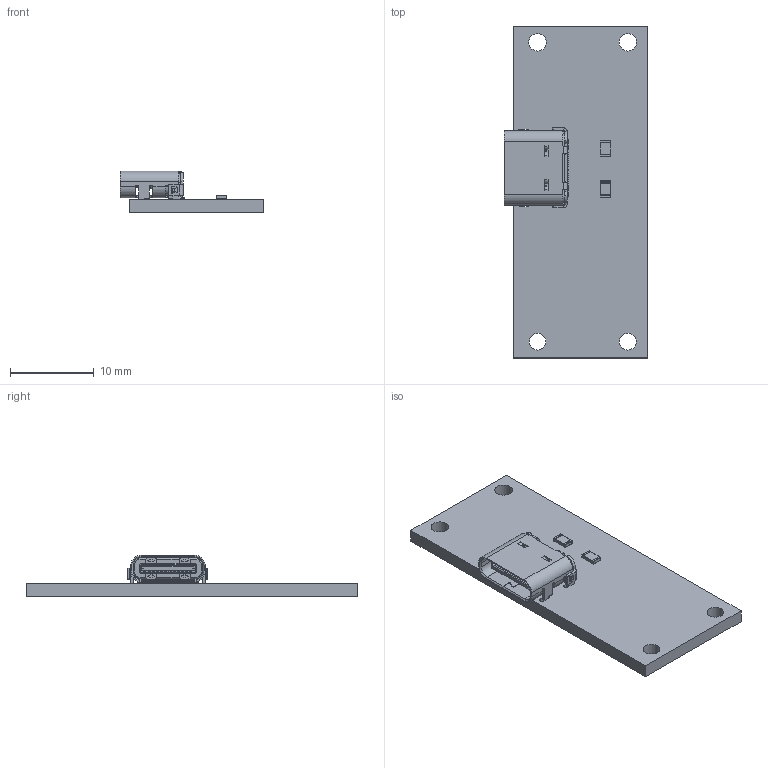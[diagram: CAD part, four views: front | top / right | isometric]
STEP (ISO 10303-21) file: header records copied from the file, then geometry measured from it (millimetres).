
FILE_DESCRIPTION(('KiCad electronic assembly'),'2;1');
FILE_NAME('YMDK_USB_C.step','2021-05-17T16:45:21',('An Author'),( 'A Company'),'Open CASCADE STEP processor 6.9', 'KiCad to STEP converter','Unknown');
FILE_SCHEMA(('AUTOMOTIVE_DESIGN { 1 0 10303 214 1 1 1 1 }'));
Length unit declared in the file: millimetre
Products named in the file (6): Open CASCADE STEP translator 6.9 1; USB4105; COMPOUND; R_0805_2012Metric; SOLID
Assembly tree (6 placements, depth 3):
  Open CASCADE STEP translator 6.9 1
    USB4105
      COMPOUND
    R_0805_2012Metric  x2
      SOLID
    COMPOUND
Bounding box: 17.18 x 39.72 x 4.96 mm (x, y, z)
Volume: 1115.9 mm3; surface area: 2076.6 mm2
Topology: 47 solids, 47 shells, 1103 faces, 2884 edges, 1866 vertices
Faces by surface type: plane 803, cylinder 270, cone 26, bspline 4
Full cylindrical faces by diameter (mm): 0.65 x2, 2 x2, 2.1 x2
Entity records: 71865 total; most frequent: CARTESIAN_POINT 14222, DIRECTION 10796, LINE 7258, VECTOR 7258, ORIENTED_EDGE 5632, PCURVE 5632, DEFINITIONAL_REPRESENTATION 5632, EDGE_CURVE 2816
